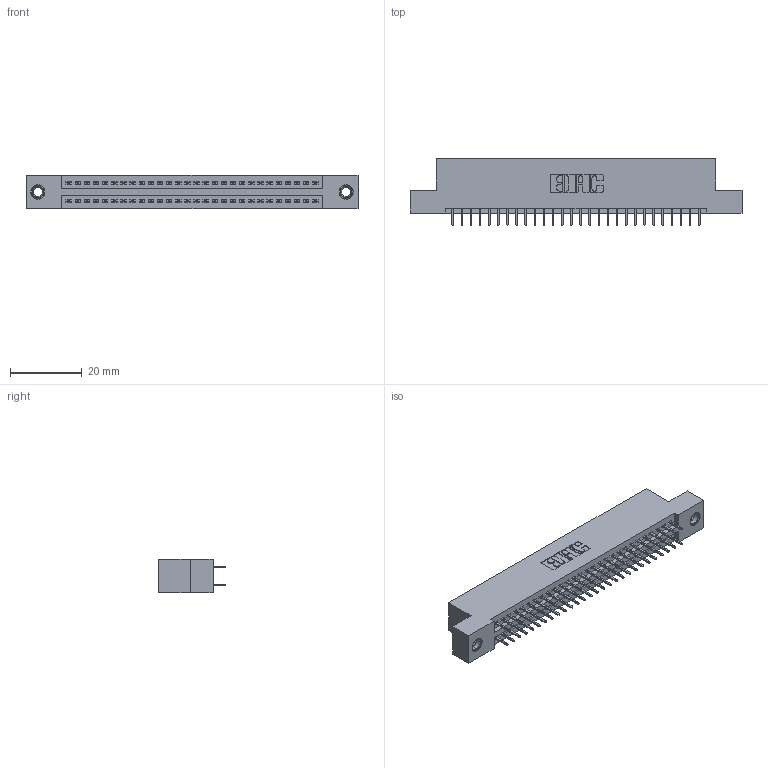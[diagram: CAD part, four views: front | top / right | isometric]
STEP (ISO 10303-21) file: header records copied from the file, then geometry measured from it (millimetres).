
FILE_DESCRIPTION (( 'STEP AP203' ), '1' );
FILE_NAME ('395-056-525-207.STEP', '2020-09-24T17:03:19', ( '' ), ( '' ), 'SwSTEP 2.0', 'SolidWorks 2020', '' );
FILE_SCHEMA (( 'CONFIG_CONTROL_DESIGN' ));
Length unit declared in the file: inch
Products named in the file (4): 395-056-525-207; 345 Part_Flush Mounting Lugs - 0.156 Dia-TI; 345-292-001_345-293-125; 345-250-001_345-250-005-103
Assembly tree (59 placements, depth 2):
  395-056-525-207
    345 Part_Flush Mounting Lugs - 0.156 Dia-TI
    345-292-001_345-293-125  x56
    345-250-001_345-250-005-103  x2
Bounding box: 92.33 x 18.72 x 9.4 mm (x, y, z)
Volume: 8733.3 mm3; surface area: 12388.2 mm2
Topology: 59 solids, 59 shells, 3210 faces, 9045 edges, 5798 vertices
Faces by surface type: plane 2296, cylinder 898, cone 12, torus 4
Entity records: 25114 total; most frequent: CARTESIAN_POINT 4203, ORIENTED_EDGE 4130, DIRECTION 3751, EDGE_CURVE 2065, VECTOR 1805, LINE 1805, VERTEX_POINT 1368, AXIS2_PLACEMENT_3D 973
